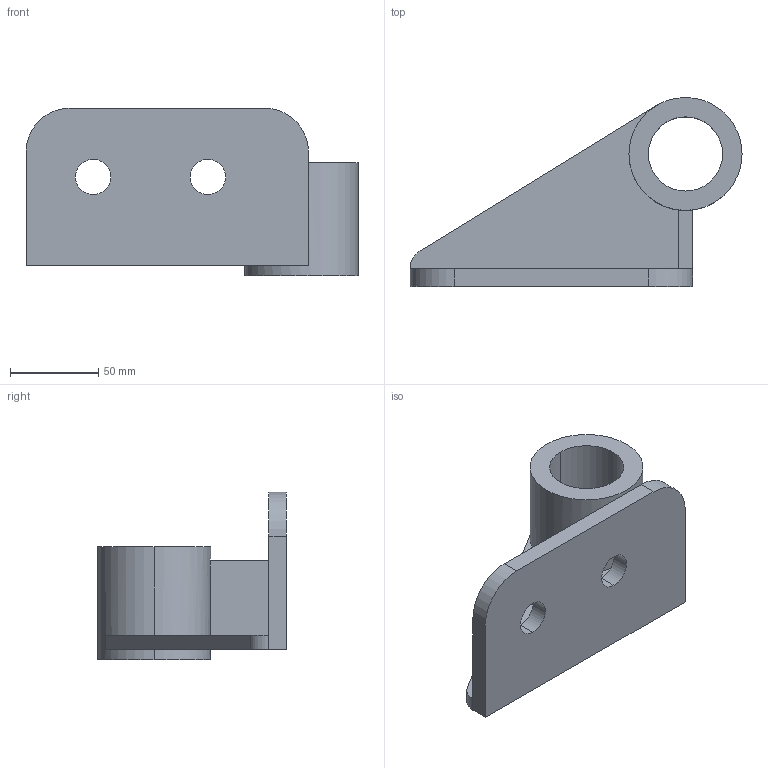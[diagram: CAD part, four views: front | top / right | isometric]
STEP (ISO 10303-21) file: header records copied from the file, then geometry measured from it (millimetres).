
FILE_DESCRIPTION (( 'STEP AP214' ), '1' );
FILE_NAME ('tutor1.STEP', '2017-03-02T16:01:58', ( '' ), ( '' ), 'SwSTEP 2.0', 'SolidWorks 2016', '' );
FILE_SCHEMA (( 'AUTOMOTIVE_DESIGN' ));
Length unit declared in the file: millimetre
Products named in the file (2): tutor1
Bounding box: 188 x 107 x 95 mm (x, y, z)
Volume: 317826.9 mm3; surface area: 73461.5 mm2
Topology: 1 solids, 1 shells, 25 faces, 68 edges, 45 vertices
Faces by surface type: cylinder 13, plane 12
Entity records: 866 total; most frequent: DIRECTION 153, CARTESIAN_POINT 140, ORIENTED_EDGE 136, EDGE_CURVE 68, AXIS2_PLACEMENT_3D 58, VERTEX_POINT 45, VECTOR 37, LINE 37
